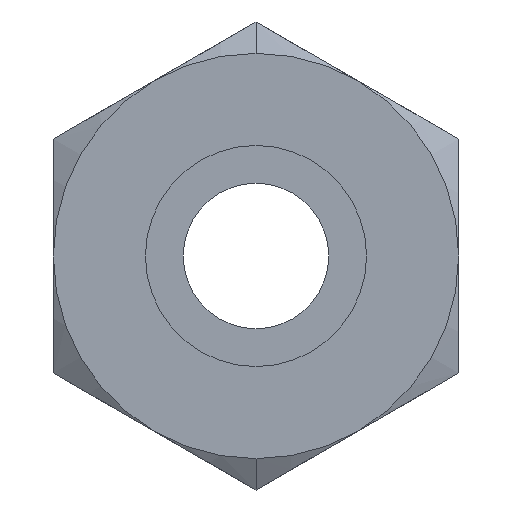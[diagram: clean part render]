
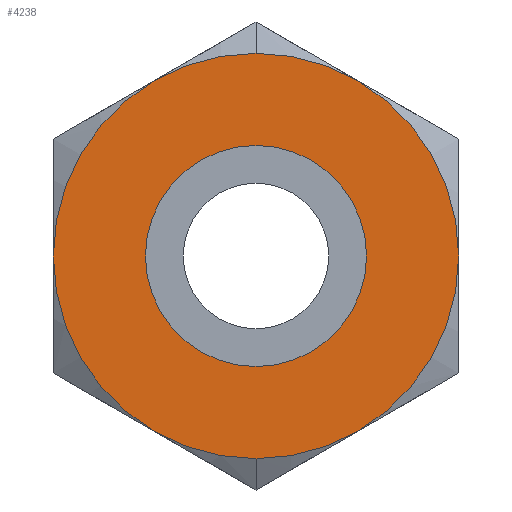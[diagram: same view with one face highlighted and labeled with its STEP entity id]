
A CAD part, left-side view. The second image highlights one B-rep face of the part: STEP entity #4238.
In plain terms, the highlighted planar face has unit normal (-1, 0, 0).
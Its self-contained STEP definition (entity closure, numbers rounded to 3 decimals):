
#110 = CARTESIAN_POINT ( 'NONE',  ( 0., 0., 6. ) ) ;
#146 = AXIS2_PLACEMENT_3D ( 'NONE', #6139, #8235, #4551 ) ;
#372 = DIRECTION ( 'NONE',  ( 0., 0., -1. ) ) ;
#454 = AXIS2_PLACEMENT_3D ( 'NONE', #2293, #5538, #8721 ) ;
#946 = CIRCLE ( 'NONE', #454, 11. ) ;
#1094 = EDGE_LOOP ( 'NONE', ( #4400, #1689 ) ) ;
#1689 = ORIENTED_EDGE ( 'NONE', *, *, #8318, .T. ) ;
#1755 = DIRECTION ( 'NONE',  ( -1., 0., 0. ) ) ;
#1875 = CARTESIAN_POINT ( 'NONE',  ( 0., 0., 0. ) ) ;
#1905 = PLANE ( 'NONE',  #2723 ) ;
#2287 = CARTESIAN_POINT ( 'NONE',  ( 0., 0., -11. ) ) ;
#2293 = CARTESIAN_POINT ( 'NONE',  ( 0., 0., 0. ) ) ;
#2322 = ORIENTED_EDGE ( 'NONE', *, *, #9488, .F. ) ;
#2723 = AXIS2_PLACEMENT_3D ( 'NONE', #5052, #1755, #8902 ) ;
#2944 = EDGE_CURVE ( 'NONE', #4809, #3784, #946, .T. ) ;
#3009 = AXIS2_PLACEMENT_3D ( 'NONE', #1875, #9792, #372 ) ;
#3305 = EDGE_LOOP ( 'NONE', ( #9715, #2322 ) ) ;
#3784 = VERTEX_POINT ( 'NONE', #2287 ) ;
#4238 = ADVANCED_FACE ( 'NONE', ( #7176, #7286 ), #1905, .T. ) ;
#4400 = ORIENTED_EDGE ( 'NONE', *, *, #7137, .T. ) ;
#4448 = DIRECTION ( 'NONE',  ( 0., 0., 1. ) ) ;
#4551 = DIRECTION ( 'NONE',  ( 0., 0., -1. ) ) ;
#4596 = CIRCLE ( 'NONE', #146, 6. ) ;
#4809 = VERTEX_POINT ( 'NONE', #6528 ) ;
#5052 = CARTESIAN_POINT ( 'NONE',  ( 0., 0., 5.5 ) ) ;
#5136 = VERTEX_POINT ( 'NONE', #110 ) ;
#5538 = DIRECTION ( 'NONE',  ( 1., 0., 0. ) ) ;
#5628 = VERTEX_POINT ( 'NONE', #8462 ) ;
#6139 = CARTESIAN_POINT ( 'NONE',  ( 0., 0., 0. ) ) ;
#6528 = CARTESIAN_POINT ( 'NONE',  ( 0., 0., 11. ) ) ;
#6880 = AXIS2_PLACEMENT_3D ( 'NONE', #9015, #8327, #4448 ) ;
#7137 = EDGE_CURVE ( 'NONE', #5628, #5136, #4596, .T. ) ;
#7176 = FACE_BOUND ( 'NONE', #1094, .T. ) ;
#7286 = FACE_OUTER_BOUND ( 'NONE', #3305, .T. ) ;
#7973 = CIRCLE ( 'NONE', #3009, 11. ) ;
#8235 = DIRECTION ( 'NONE',  ( 1., 0., 0. ) ) ;
#8318 = EDGE_CURVE ( 'NONE', #5136, #5628, #8874, .T. ) ;
#8327 = DIRECTION ( 'NONE',  ( 1., 0., 0. ) ) ;
#8462 = CARTESIAN_POINT ( 'NONE',  ( 0., 0., -6. ) ) ;
#8721 = DIRECTION ( 'NONE',  ( 0., 0., 1. ) ) ;
#8874 = CIRCLE ( 'NONE', #6880, 6. ) ;
#8902 = DIRECTION ( 'NONE',  ( 0., 0., 1. ) ) ;
#9015 = CARTESIAN_POINT ( 'NONE',  ( 0., 0., 0. ) ) ;
#9488 = EDGE_CURVE ( 'NONE', #3784, #4809, #7973, .T. ) ;
#9715 = ORIENTED_EDGE ( 'NONE', *, *, #2944, .F. ) ;
#9792 = DIRECTION ( 'NONE',  ( 1., 0., 0. ) ) ;
